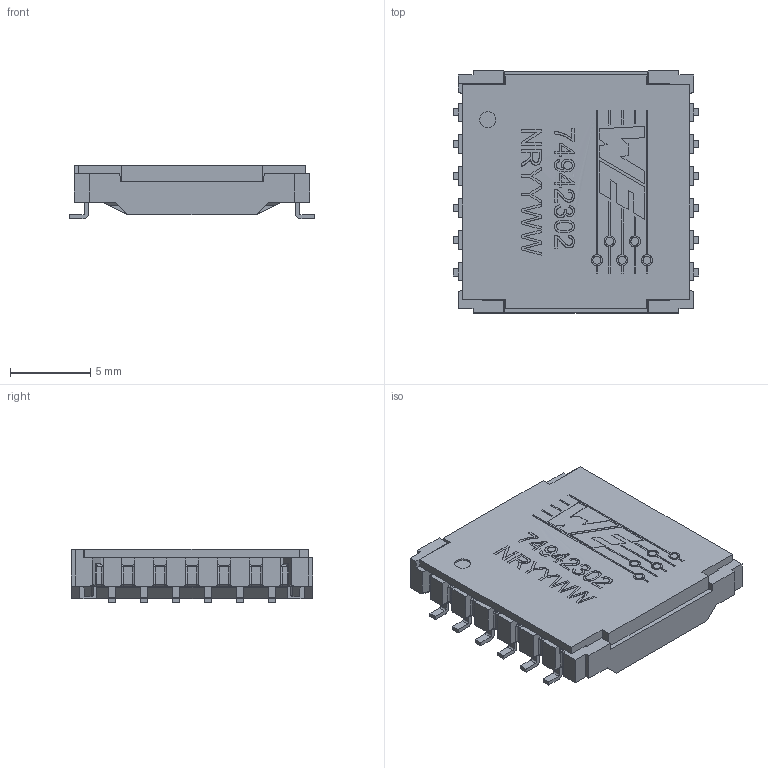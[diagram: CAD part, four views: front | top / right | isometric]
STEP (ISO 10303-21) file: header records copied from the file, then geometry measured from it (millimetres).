
FILE_DESCRIPTION(/* description */ ('Unknown'),/* implementation_level */ '2;1');
FILE_NAME(/* name */ 'T_Wurth_WE-BMS_74942302',/* time_stamp */ '2025-09-09T17:50:37+08:00',/* author */ ('Unknown'),/* organization */ ('Unknown'),/* preprocessor_version */ 'ST-DEVELOPER v19.4',/* originating_system */ 'Solid Edge',/* authorisation */ 'Unknown');
FILE_SCHEMA (('AUTOMOTIVE_DESIGN {1 0 10303 214 3 1 1}'));
Length unit declared in the file: millimetre
Products named in the file (2): T_Wurth_WE-BMS_74942302
Assembly tree (1 placements, depth 2):
  T_Wurth_WE-BMS_74942302
    T_Wurth_WE-BMS_74942302
Bounding box: 15.3 x 15.1 x 3.35 mm (x, y, z)
Volume: 351.8 mm3; surface area: 1314.2 mm2
Topology: 1 solids, 1 shells, 930 faces, 2486 edges, 1587 vertices
Faces by surface type: plane 538, cylinder 241, torus 84, bspline 63, sphere 4
Full cylindrical faces by diameter (mm): 0.5 x5, 1 x1
Entity records: 36517 total; most frequent: CARTESIAN_POINT 7578, ORIENTED_EDGE 4946, DIRECTION 4235, EDGE_CURVE 2473, VERTEX_POINT 1587, LINE 1515, VECTOR 1515, AXIS2_PLACEMENT_3D 1360
